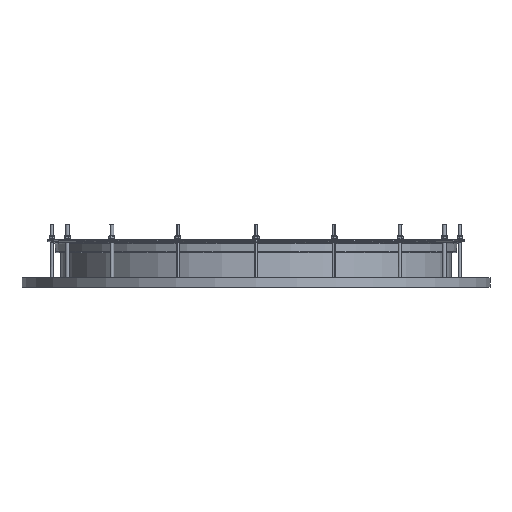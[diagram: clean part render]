
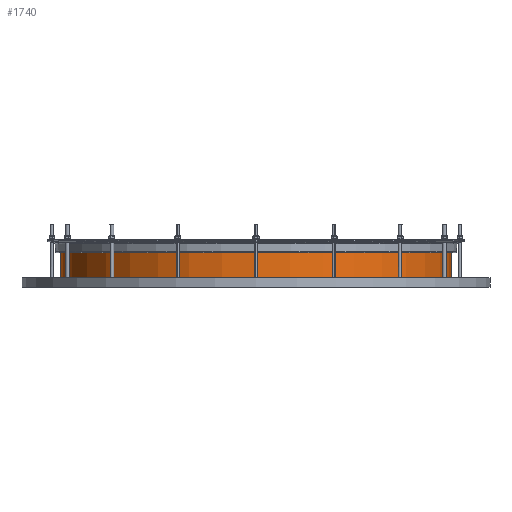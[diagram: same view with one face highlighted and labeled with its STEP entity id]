
A CAD part, front view. The second image highlights one B-rep face of the part: STEP entity #1740.
In plain terms, the highlighted cylindrical face has radius 620.5 mm (diameter 1241 mm), a partial arc.
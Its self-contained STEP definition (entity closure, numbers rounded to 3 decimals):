
#965 = EDGE_LOOP ( 'NONE', ( #6196, #6228, #6216, #6190 ) ) ;
#1740 = ADVANCED_FACE ( 'NONE', ( #15636 ), #15430, .T. ) ;
#4598 = CARTESIAN_POINT ( 'NONE',  ( 0., 0., 120. ) ) ;
#4600 = DIRECTION ( 'NONE',  ( 0., 0., -1. ) ) ;
#4606 = DIRECTION ( 'NONE',  ( -1., 0., 0. ) ) ;
#6190 = ORIENTED_EDGE ( 'NONE', *, *, #6905, .T. ) ;
#6196 = ORIENTED_EDGE ( 'NONE', *, *, #13930, .F. ) ;
#6216 = ORIENTED_EDGE ( 'NONE', *, *, #13932, .T. ) ;
#6228 = ORIENTED_EDGE ( 'NONE', *, *, #6941, .F. ) ;
#6905 = EDGE_CURVE ( 'NONE', #11873, #11823, #15095, .T. ) ;
#6941 = EDGE_CURVE ( 'NONE', #11372, #11439, #15244, .T. ) ;
#9051 = DIRECTION ( 'NONE',  ( 0., 0., -1. ) ) ;
#9057 = DIRECTION ( 'NONE',  ( 0., 0., -1. ) ) ;
#9069 = CARTESIAN_POINT ( 'NONE',  ( 620.5, 0., 120. ) ) ;
#9389 = CARTESIAN_POINT ( 'NONE',  ( -620.5, 0., 120. ) ) ;
#10322 = DIRECTION ( 'NONE',  ( 1., 0., 0. ) ) ;
#10325 = DIRECTION ( 'NONE',  ( 0., 0., 1. ) ) ;
#10326 = CARTESIAN_POINT ( 'NONE',  ( 0., 0., 30. ) ) ;
#10742 = DIRECTION ( 'NONE',  ( 1., 0., 0. ) ) ;
#10743 = DIRECTION ( 'NONE',  ( 0., 0., 1. ) ) ;
#10744 = CARTESIAN_POINT ( 'NONE',  ( 0., 0., 110. ) ) ;
#11372 = VERTEX_POINT ( 'NONE', #14608 ) ;
#11439 = VERTEX_POINT ( 'NONE', #14593 ) ;
#11823 = VERTEX_POINT ( 'NONE', #14303 ) ;
#11873 = VERTEX_POINT ( 'NONE', #14253 ) ;
#12587 = AXIS2_PLACEMENT_3D ( 'NONE', #4598, #4600, #4606 ) ;
#12743 = AXIS2_PLACEMENT_3D ( 'NONE', #10326, #10325, #10322 ) ;
#12779 = AXIS2_PLACEMENT_3D ( 'NONE', #10744, #10743, #10742 ) ;
#13930 = EDGE_CURVE ( 'NONE', #11439, #11823, #15811, .T. ) ;
#13932 = EDGE_CURVE ( 'NONE', #11372, #11873, #15747, .T. ) ;
#14253 = CARTESIAN_POINT ( 'NONE',  ( -620.5, 0., 30. ) ) ;
#14303 = CARTESIAN_POINT ( 'NONE',  ( 620.5, 0., 30. ) ) ;
#14593 = CARTESIAN_POINT ( 'NONE',  ( 620.5, 0., 110. ) ) ;
#14608 = CARTESIAN_POINT ( 'NONE',  ( -620.5, 0., 110. ) ) ;
#15095 = CIRCLE ( 'NONE', #12743, 620.5 ) ;
#15244 = CIRCLE ( 'NONE', #12779, 620.5 ) ;
#15430 = CYLINDRICAL_SURFACE ( 'NONE', #12587, 620.5 ) ;
#15636 = FACE_OUTER_BOUND ( 'NONE', #965, .T. ) ;
#15660 = VECTOR ( 'NONE', #9057, 1000. ) ;
#15747 = LINE ( 'NONE', #9389, #15867 ) ;
#15811 = LINE ( 'NONE', #9069, #15660 ) ;
#15867 = VECTOR ( 'NONE', #9051, 1000. ) ;
